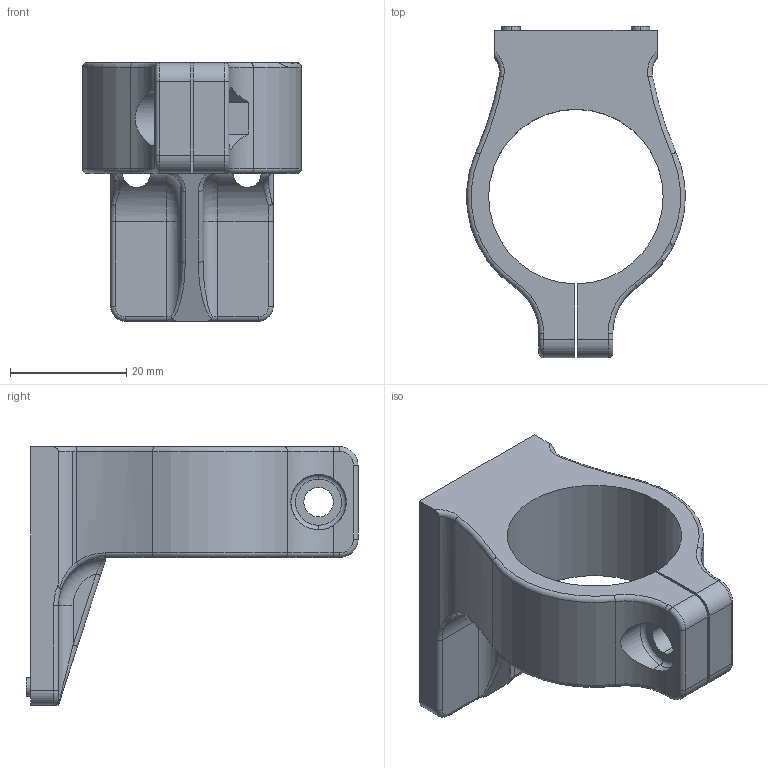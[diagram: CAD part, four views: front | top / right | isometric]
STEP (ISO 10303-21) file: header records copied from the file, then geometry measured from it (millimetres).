
FILE_DESCRIPTION (( 'STEP AP214' ), '1' );
FILE_NAME ('30MM RMR MOUNT.STEP', '2025-09-09T22:18:39', ( '' ), ( '' ), 'SwSTEP 2.0', 'SolidWorks 2025', '' );
FILE_SCHEMA (( 'AUTOMOTIVE_DESIGN' ));
Length unit declared in the file: inch
Products named in the file (1): 30MM RMR MOUNT
Bounding box: 37.58 x 57.07 x 44.45 mm (x, y, z)
Volume: 19408.7 mm3; surface area: 9093.9 mm2
Topology: 1 solids, 1 shells, 115 faces, 290 edges, 179 vertices
Faces by surface type: cylinder 49, torus 29, plane 29, bspline 8
Entity records: 4069 total; most frequent: CARTESIAN_POINT 1275, DIRECTION 604, ORIENTED_EDGE 580, EDGE_CURVE 290, AXIS2_PLACEMENT_3D 248, VERTEX_POINT 179, CIRCLE 140, EDGE_LOOP 125
